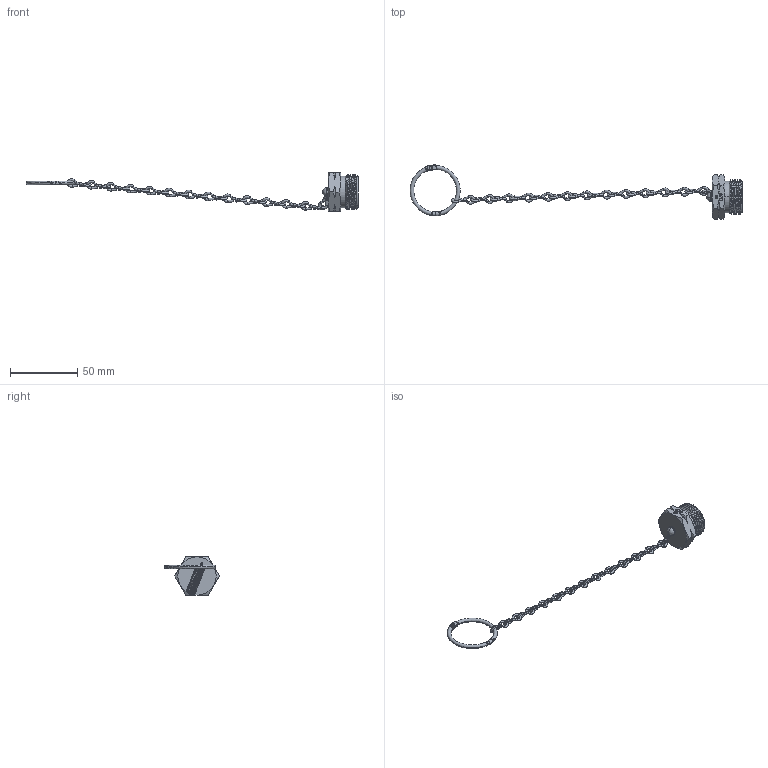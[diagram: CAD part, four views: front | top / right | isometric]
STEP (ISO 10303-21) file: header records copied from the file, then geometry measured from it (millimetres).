
FILE_DESCRIPTION (( 'STEP AP203' ), '1' );
FILE_NAME ('AD-670MSS-BL-R.STEP', '2025-11-03T15:59:51', ( '' ), ( '' ), 'SwSTEP 2.0', 'SolidWorks 2018', '' );
FILE_SCHEMA (( 'CONFIG_CONTROL_DESIGN' ));
Length unit declared in the file: inch
Products named in the file (8): PRT-002239_STAINLESS; ASY-000291; PRT-000062; ASY-000214_One Link Bent; AD-670MSS-BL-R; PRT-003626; PRT-002245_RING-1.187D HALF; PRT-002255_SMALL PIN
Assembly tree (21 placements, depth 3):
  AD-670MSS-BL-R
    PRT-000062
    ASY-000291
      PRT-002245_RING-1.187D HALF  x2
      PRT-002255_SMALL PIN
    ASY-000214_One Link Bent
      PRT-002239_STAINLESS  x14
    PRT-003626
Bounding box: 246.96 x 40.45 x 28.57 mm (x, y, z)
Volume: 13159.1 mm3; surface area: 8227.2 mm2
Topology: 19 solids, 19 shells, 524 faces, 1224 edges, 738 vertices
Faces by surface type: cylinder 176, bspline 115, torus 102, plane 83, cone 30, sphere 18
Entity records: 14032 total; most frequent: CARTESIAN_POINT 8155, ORIENTED_EDGE 1054, DIRECTION 812, EDGE_CURVE 527, VERTEX_POINT 335, AXIS2_PLACEMENT_3D 315, EDGE_LOOP 232, ADVANCED_FACE 216
